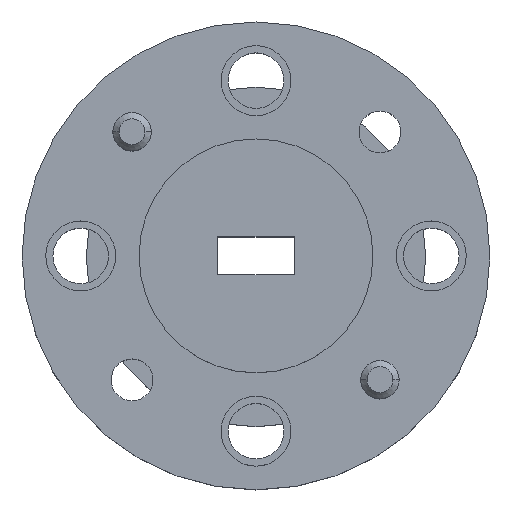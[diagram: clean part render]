
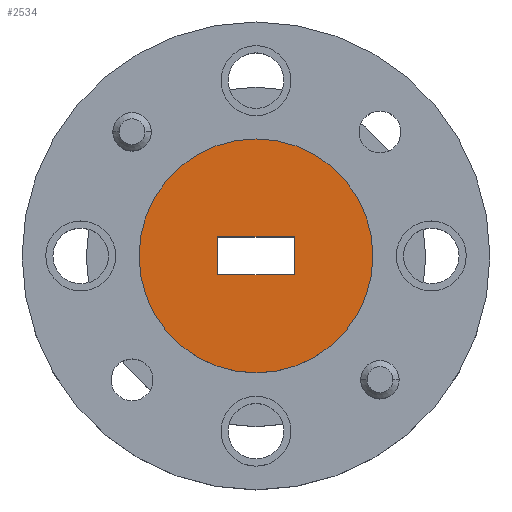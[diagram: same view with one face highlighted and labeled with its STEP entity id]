
A CAD part, top view. The second image highlights one B-rep face of the part: STEP entity #2534.
In plain terms, the highlighted planar face has unit normal (0, 0, 1).
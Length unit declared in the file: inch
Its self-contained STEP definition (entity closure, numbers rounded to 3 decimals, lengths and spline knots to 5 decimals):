
#13 = AXIS2_PLACEMENT_3D ( 'NONE', #1876, #1678, #218 ) ;
#40 = VECTOR ( 'NONE', #594, 39.37008 ) ;
#42 = DIRECTION ( 'NONE',  ( 0., 0., 1. ) ) ;
#67 = DIRECTION ( 'NONE',  ( 1., 0., 0. ) ) ;
#88 = EDGE_CURVE ( 'NONE', #1105, #783, #842, .T. ) ;
#131 = ORIENTED_EDGE ( 'NONE', *, *, #1930, .T. ) ;
#218 = DIRECTION ( 'NONE',  ( 1., 0., 0. ) ) ;
#231 = PLANE ( 'NONE',  #13 ) ;
#263 = CARTESIAN_POINT ( 'NONE',  ( -0.061, -0.0305, 0.037 ) ) ;
#267 = ORIENTED_EDGE ( 'NONE', *, *, #994, .T. ) ;
#270 = EDGE_CURVE ( 'NONE', #683, #2177, #1056, .T. ) ;
#410 = ORIENTED_EDGE ( 'NONE', *, *, #2560, .F. ) ;
#491 = VERTEX_POINT ( 'NONE', #1039 ) ;
#543 = CARTESIAN_POINT ( 'NONE',  ( 0.061, 0.0305, 0.037 ) ) ;
#594 = DIRECTION ( 'NONE',  ( 0., 1., 0. ) ) ;
#600 = CARTESIAN_POINT ( 'NONE',  ( -0.061, -0.0305, 0.037 ) ) ;
#614 = CARTESIAN_POINT ( 'NONE',  ( -0.1875, 0., 0.037 ) ) ;
#617 = LINE ( 'NONE', #1273, #2216 ) ;
#635 = VECTOR ( 'NONE', #1952, 39.37008 ) ;
#683 = VERTEX_POINT ( 'NONE', #2394 ) ;
#712 = EDGE_LOOP ( 'NONE', ( #2207, #1583, #1739, #410 ) ) ;
#783 = VERTEX_POINT ( 'NONE', #543 ) ;
#837 = VECTOR ( 'NONE', #934, 39.37008 ) ;
#842 = LINE ( 'NONE', #1484, #40 ) ;
#885 = CARTESIAN_POINT ( 'NONE',  ( 0.061, -0.0305, 0.037 ) ) ;
#934 = DIRECTION ( 'NONE',  ( 1., 0., 0. ) ) ;
#994 = EDGE_CURVE ( 'NONE', #491, #1852, #2249, .T. ) ;
#1027 = FACE_BOUND ( 'NONE', #712, .T. ) ;
#1035 = AXIS2_PLACEMENT_3D ( 'NONE', #2437, #1600, #2448 ) ;
#1039 = CARTESIAN_POINT ( 'NONE',  ( 0.1875, 0., 0.037 ) ) ;
#1056 = LINE ( 'NONE', #263, #635 ) ;
#1105 = VERTEX_POINT ( 'NONE', #885 ) ;
#1273 = CARTESIAN_POINT ( 'NONE',  ( -0.061, 0.0305, 0.037 ) ) ;
#1484 = CARTESIAN_POINT ( 'NONE',  ( 0.061, -0.0305, 0.037 ) ) ;
#1552 = CIRCLE ( 'NONE', #2059, 0.1875 ) ;
#1583 = ORIENTED_EDGE ( 'NONE', *, *, #2252, .F. ) ;
#1600 = DIRECTION ( 'NONE',  ( 0., 0., 1. ) ) ;
#1678 = DIRECTION ( 'NONE',  ( 0., 0., 1. ) ) ;
#1726 = CARTESIAN_POINT ( 'NONE',  ( -0.061, -0.0305, 0.037 ) ) ;
#1739 = ORIENTED_EDGE ( 'NONE', *, *, #270, .F. ) ;
#1852 = VERTEX_POINT ( 'NONE', #614 ) ;
#1876 = CARTESIAN_POINT ( 'NONE',  ( 0., 0., 0.037 ) ) ;
#1930 = EDGE_CURVE ( 'NONE', #1852, #491, #1552, .T. ) ;
#1947 = CARTESIAN_POINT ( 'NONE',  ( 0., 0., 0.037 ) ) ;
#1952 = DIRECTION ( 'NONE',  ( 0., -1., 0. ) ) ;
#2059 = AXIS2_PLACEMENT_3D ( 'NONE', #1947, #42, #67 ) ;
#2117 = FACE_OUTER_BOUND ( 'NONE', #2653, .T. ) ;
#2177 = VERTEX_POINT ( 'NONE', #600 ) ;
#2207 = ORIENTED_EDGE ( 'NONE', *, *, #88, .F. ) ;
#2216 = VECTOR ( 'NONE', #2736, 39.37008 ) ;
#2249 = CIRCLE ( 'NONE', #1035, 0.1875 ) ;
#2252 = EDGE_CURVE ( 'NONE', #2177, #1105, #2571, .T. ) ;
#2394 = CARTESIAN_POINT ( 'NONE',  ( -0.061, 0.0305, 0.037 ) ) ;
#2437 = CARTESIAN_POINT ( 'NONE',  ( 0., 0., 0.037 ) ) ;
#2448 = DIRECTION ( 'NONE',  ( 1., 0., 0. ) ) ;
#2534 = ADVANCED_FACE ( 'NONE', ( #1027, #2117 ), #231, .T. ) ;
#2560 = EDGE_CURVE ( 'NONE', #783, #683, #617, .T. ) ;
#2571 = LINE ( 'NONE', #1726, #837 ) ;
#2653 = EDGE_LOOP ( 'NONE', ( #131, #267 ) ) ;
#2736 = DIRECTION ( 'NONE',  ( -1., 0., 0. ) ) ;
